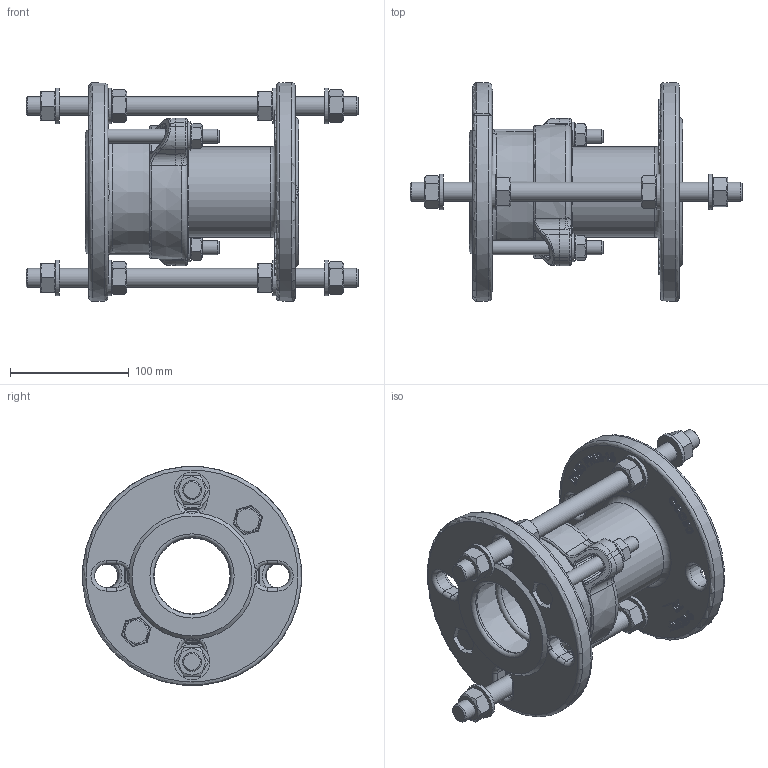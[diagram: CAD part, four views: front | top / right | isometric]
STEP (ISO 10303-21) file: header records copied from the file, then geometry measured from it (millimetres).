
FILE_DESCRIPTION(/* description */ ('PAS-10-CAST-DN65-PN10_16'),/* implementation_level */ '2;1');
FILE_NAME(/* name */ 'PAS-10-CAST-DN65-PN10_16.stp',/* time_stamp */ '2017-10-25T13:36:43+02:00',/* author */ ('HP-620 op ssd'),/* organization */ (''),/* preprocessor_version */ 'ST-DEVELOPER v16.5',/* originating_system */ 'Autodesk Inventor 2017',/* authorisation */ '');
FILE_SCHEMA (('AUTOMOTIVE_DESIGN { 1 0 10303 214 3 1 1 }'));
Products named in the file (29): PAS-10-CAST-DN65-PN10_16; DN65-PN10_16 RF-Fpiece; FABodycast-PN10_16-DN65-OD76.1-RF-RB-slobgat; 13000526; 13005xx4; Washer-M12-DIN125A-HDG-0001; Tierod-M16x280-8.8-HDG-0001; Nut-M16-ST 8-HDG; Washer-M16-DIN 125A-HDG-0001; 13000018; Nut-M12-ST 8-HDG; Nut-M16-ST 8-HDG_1; Washer-M16-DIN 125A-HDG-0001_1; Nut-M16-ST 8-HDG_2; Washer-M16-DIN 125A-HDG-0001_2; Nut-M16-ST 8-HDG_3; Washer-M16-DIN 125A-HDG-0001_3; Washer-M12-DIN125A-HDG-0001_1; Tierod-M16x280-8.8-HDG-0001_1; Nut-M16-ST 8-HDG_4; Washer-M16-DIN 125A-HDG-0001_4; 13000018_1; Nut-M12-ST 8-HDG_1; Nut-M16-ST 8-HDG_5; Washer-M16-DIN 125A-HDG-0001_5; Nut-M16-ST 8-HDG_6; Washer-M16-DIN 125A-HDG-0001_6; Nut-M16-ST 8-HDG_7; Washer-M16-DIN 125A-HDG-0001_7
Assembly tree (28 placements, depth 2):
  PAS-10-CAST-DN65-PN10_16
    DN65-PN10_16 RF-Fpiece
    FABodycast-PN10_16-DN65-OD76.1-RF-RB-slobgat
    13000526
    13005xx4
    Washer-M12-DIN125A-HDG-0001
    Tierod-M16x280-8.8-HDG-0001
    Nut-M16-ST 8-HDG
    Washer-M16-DIN 125A-HDG-0001
    13000018
    Nut-M12-ST 8-HDG
    Nut-M16-ST 8-HDG_1
    Washer-M16-DIN 125A-HDG-0001_1
    Nut-M16-ST 8-HDG_2
    Washer-M16-DIN 125A-HDG-0001_2
    Nut-M16-ST 8-HDG_3
    Washer-M16-DIN 125A-HDG-0001_3
    Washer-M12-DIN125A-HDG-0001_1
    Tierod-M16x280-8.8-HDG-0001_1
    Nut-M16-ST 8-HDG_4
    Washer-M16-DIN 125A-HDG-0001_4
    13000018_1
    Nut-M12-ST 8-HDG_1
    Nut-M16-ST 8-HDG_5
    Washer-M16-DIN 125A-HDG-0001_5
    Nut-M16-ST 8-HDG_6
    Washer-M16-DIN 125A-HDG-0001_6
    Nut-M16-ST 8-HDG_7
    Washer-M16-DIN 125A-HDG-0001_7
Bounding box: 280 x 184.42 x 184.42 mm (x, y, z)
Volume: 1349918.6 mm3; surface area: 329440 mm2
Topology: 28 solids, 28 shells, 2567 faces, 6795 edges, 4456 vertices
Faces by surface type: plane 1253, bspline 1053, cone 98, cylinder 90, torus 69, sphere 4
Full cylindrical faces by diameter (mm): 10.106 x2, 11.053 x2, 12 x2, 13.835 x8, 14 x2, 16 x2, 17 x8, 17.2 x2, 24 x2, 30 x8, 64.1 x1, 65 x1, 76.1 x2, 81.1 x1
Entity records: 95968 total; most frequent: CARTESIAN_POINT 37233, ORIENTED_EDGE 13272, DIRECTION 7994, EDGE_CURVE 6636, VERTEX_POINT 4431, LINE 3882, VECTOR 3882, EDGE_LOOP 2945
